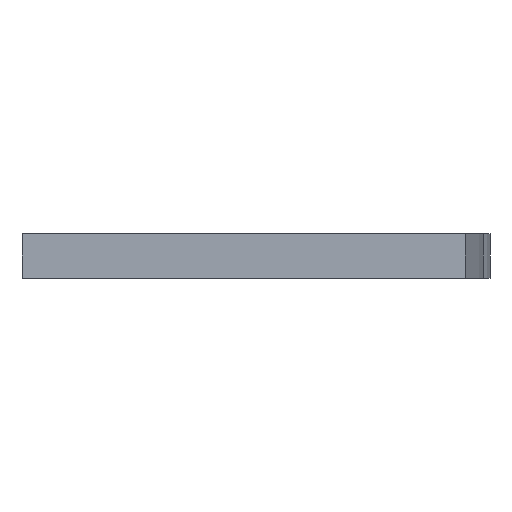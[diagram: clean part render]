
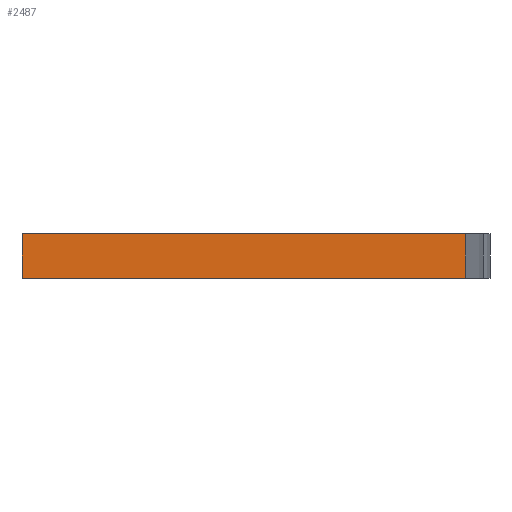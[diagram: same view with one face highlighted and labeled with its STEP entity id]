
A CAD part, front view. The second image highlights one B-rep face of the part: STEP entity #2487.
In plain terms, the highlighted planar face has unit normal (0, -1, 0).
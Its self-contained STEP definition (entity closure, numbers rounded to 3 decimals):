
#2351=CARTESIAN_POINT('',(5.,-5.,0.));
#2352=VERTEX_POINT('',#2351);
#2370=CARTESIAN_POINT('',(5.,-5.,1.));
#2371=VERTEX_POINT('',#2370);
#2381=CARTESIAN_POINT('',(5.,-5.,1.));
#2382=DIRECTION('',(0.,0.,-1.));
#2383=VECTOR('',#2382,1.);
#2384=LINE('',#2381,#2383);
#2385=EDGE_CURVE('',#2371,#2352,#2384,.T.);
#2440=CARTESIAN_POINT('',(-5.,-5.,0.));
#2441=VERTEX_POINT('',#2440);
#2448=CARTESIAN_POINT('',(-5.,-5.,1.));
#2449=VERTEX_POINT('',#2448);
#2450=CARTESIAN_POINT('',(-5.,-5.,1.));
#2451=DIRECTION('',(0.,0.,-1.));
#2452=VECTOR('',#2451,1.);
#2453=LINE('',#2450,#2452);
#2454=EDGE_CURVE('',#2449,#2441,#2453,.T.);
#2466=CARTESIAN_POINT('',(0.,-5.,1.));
#2467=DIRECTION('',(0.,1.,0.));
#2468=DIRECTION('',(0.,0.,1.));
#2469=AXIS2_PLACEMENT_3D('',#2466,#2467,#2468);
#2470=PLANE('',#2469);
#2471=CARTESIAN_POINT('',(-5.,-5.,0.));
#2472=DIRECTION('',(1.,0.,-0.));
#2473=VECTOR('',#2472,10.);
#2474=LINE('',#2471,#2473);
#2475=EDGE_CURVE('',#2441,#2352,#2474,.T.);
#2476=ORIENTED_EDGE('',*,*,#2475,.T.);
#2477=ORIENTED_EDGE('',*,*,#2385,.F.);
#2478=CARTESIAN_POINT('',(-5.,-5.,1.));
#2479=DIRECTION('',(1.,0.,-0.));
#2480=VECTOR('',#2479,10.);
#2481=LINE('',#2478,#2480);
#2482=EDGE_CURVE('',#2449,#2371,#2481,.T.);
#2483=ORIENTED_EDGE('',*,*,#2482,.F.);
#2484=ORIENTED_EDGE('',*,*,#2454,.T.);
#2485=EDGE_LOOP('',(#2476,#2477,#2483,#2484));
#2486=FACE_BOUND('',#2485,.T.);
#2487=ADVANCED_FACE('',(#2486),#2470,.F.);
